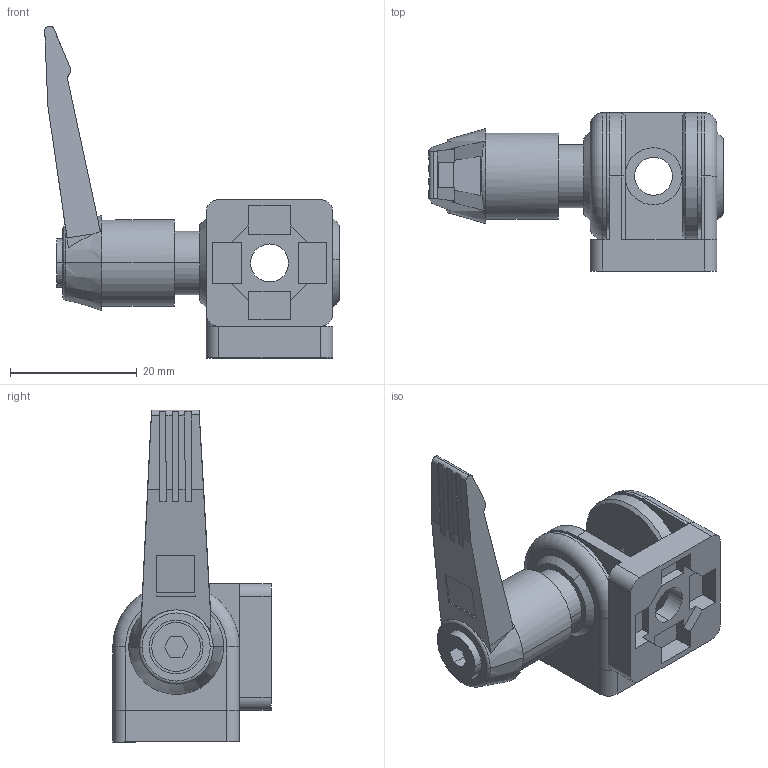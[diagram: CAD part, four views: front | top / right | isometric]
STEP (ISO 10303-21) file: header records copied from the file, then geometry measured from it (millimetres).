
FILE_DESCRIPTION (( 'STEP AP214' ), '1' );
FILE_NAME ('A392 Øàðíèðíûé ñîåäèíèòåëü ñ çàæèìîì 20õ20, ïàç 6.STEP', '2020-08-25T13:15:43', ( 'Windows User' ), ( '' ), 'SwSTEP 2.0', 'SolidWorks 2020', '' );
FILE_SCHEMA (( 'AUTOMOTIVE_DESIGN' ));
Length unit declared in the file: millimetre
Products named in the file (6): A392 鎔艜_00; A392 鎗鵻罻_00; A392 Øàðíèðíûé ñîåäèíèòåëü ñ çàæèìîì 20õ20, ïàç 6_00; A392 Øàðíèðíûé ñîåäèíèòåëü ñ çàæèìîì 20õ20, ïàç 6; A392 唒癰趌11; A392 ﾘ琺矜
Assembly tree (8 placements, depth 2):
  A392 Øàðíèðíûé ñîåäèíèòåëü ñ çàæèìîì 20õ20, ïàç 6
    A392 Øàðíèðíûé ñîåäèíèòåëü ñ çàæèìîì 20õ20, ïàç 6_00  x2
    A392 鎗鵻罻_00  x2
    A392 唒癰趌11
    A392 鎔艜_00
    A392 ﾘ琺矜  x2
Bounding box: 46.47 x 25 x 52.4 mm (x, y, z)
Volume: 10328.6 mm3; surface area: 10482.2 mm2
Topology: 10 solids, 10 shells, 330 faces, 857 edges, 561 vertices
Faces by surface type: plane 215, cylinder 79, cone 32, torus 4
Entity records: 6756 total; most frequent: CARTESIAN_POINT 1225, DIRECTION 1104, ORIENTED_EDGE 1090, EDGE_CURVE 545, VECTOR 370, LINE 370, AXIS2_PLACEMENT_3D 367, VERTEX_POINT 356
